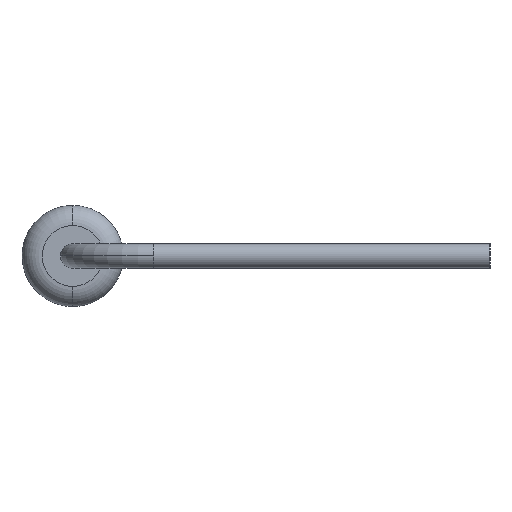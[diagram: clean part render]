
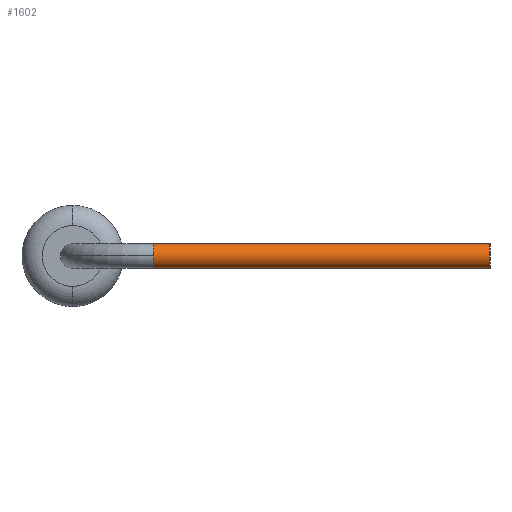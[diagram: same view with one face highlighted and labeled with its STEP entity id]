
A CAD part, left-side view. The second image highlights one B-rep face of the part: STEP entity #1602.
In plain terms, the highlighted cylindrical face has radius 0.3 mm (diameter 0.6 mm), a partial arc.
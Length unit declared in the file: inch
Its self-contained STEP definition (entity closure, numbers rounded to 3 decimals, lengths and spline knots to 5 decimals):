
#29 = DIRECTION ( 'NONE',  ( 0., 1., 0. ) ) ;
#78 = DIRECTION ( 'NONE',  ( 0., 1., 0. ) ) ;
#93 = CARTESIAN_POINT ( 'NONE',  ( -1.77159, -1.44515, -0.01181 ) ) ;
#105 = AXIS2_PLACEMENT_3D ( 'NONE', #972, #1538, #830 ) ;
#133 = ORIENTED_EDGE ( 'NONE', *, *, #1079, .F. ) ;
#176 = EDGE_CURVE ( 'NONE', #937, #904, #924, .T. ) ;
#295 = DIRECTION ( 'NONE',  ( 0., 1., 0. ) ) ;
#334 = CIRCLE ( 'NONE', #1397, 0.01181 ) ;
#420 = CARTESIAN_POINT ( 'NONE',  ( -1.77159, -1.44515, 0. ) ) ;
#469 = VERTEX_POINT ( 'NONE', #93 ) ;
#582 = CARTESIAN_POINT ( 'NONE',  ( -1.77159, -1.44515, 0.01181 ) ) ;
#595 = CIRCLE ( 'NONE', #1033, 0.01181 ) ;
#614 = VERTEX_POINT ( 'NONE', #1632 ) ;
#682 = CARTESIAN_POINT ( 'NONE',  ( -1.77159, -1.11838, -0.01181 ) ) ;
#726 = AXIS2_PLACEMENT_3D ( 'NONE', #1263, #78, #1327 ) ;
#803 = ORIENTED_EDGE ( 'NONE', *, *, #176, .T. ) ;
#829 = CIRCLE ( 'NONE', #726, 0.01181 ) ;
#830 = DIRECTION ( 'NONE',  ( 0., 0., 1. ) ) ;
#886 = LINE ( 'NONE', #1429, #1160 ) ;
#904 = VERTEX_POINT ( 'NONE', #1661 ) ;
#924 = LINE ( 'NONE', #1403, #1165 ) ;
#937 = VERTEX_POINT ( 'NONE', #582 ) ;
#972 = CARTESIAN_POINT ( 'NONE',  ( -1.77159, -1.44515, 0. ) ) ;
#1033 = AXIS2_PLACEMENT_3D ( 'NONE', #420, #29, #1622 ) ;
#1067 = ORIENTED_EDGE ( 'NONE', *, *, #1091, .F. ) ;
#1079 = EDGE_CURVE ( 'NONE', #1228, #614, #829, .T. ) ;
#1086 = ORIENTED_EDGE ( 'NONE', *, *, #1475, .T. ) ;
#1091 = EDGE_CURVE ( 'NONE', #469, #1228, #886, .T. ) ;
#1160 = VECTOR ( 'NONE', #1188, 39.37008 ) ;
#1165 = VECTOR ( 'NONE', #1264, 39.37008 ) ;
#1188 = DIRECTION ( 'NONE',  ( 0., 1., 0. ) ) ;
#1227 = CYLINDRICAL_SURFACE ( 'NONE', #105, 0.01181 ) ;
#1228 = VERTEX_POINT ( 'NONE', #682 ) ;
#1243 = EDGE_CURVE ( 'NONE', #614, #904, #334, .T. ) ;
#1263 = CARTESIAN_POINT ( 'NONE',  ( -1.77159, -1.11838, 0. ) ) ;
#1264 = DIRECTION ( 'NONE',  ( 0., 1., 0. ) ) ;
#1327 = DIRECTION ( 'NONE',  ( 0., 0., 1. ) ) ;
#1336 = DIRECTION ( 'NONE',  ( 0., 0., 1. ) ) ;
#1360 = CARTESIAN_POINT ( 'NONE',  ( -1.77159, -1.11838, 0. ) ) ;
#1374 = FACE_OUTER_BOUND ( 'NONE', #1669, .T. ) ;
#1397 = AXIS2_PLACEMENT_3D ( 'NONE', #1360, #295, #1336 ) ;
#1403 = CARTESIAN_POINT ( 'NONE',  ( -1.77159, -1.44515, 0.01181 ) ) ;
#1429 = CARTESIAN_POINT ( 'NONE',  ( -1.77159, -1.44515, -0.01181 ) ) ;
#1475 = EDGE_CURVE ( 'NONE', #469, #937, #595, .T. ) ;
#1538 = DIRECTION ( 'NONE',  ( 0., 1., 0. ) ) ;
#1599 = ORIENTED_EDGE ( 'NONE', *, *, #1243, .F. ) ;
#1602 = ADVANCED_FACE ( 'NONE', ( #1374 ), #1227, .T. ) ;
#1622 = DIRECTION ( 'NONE',  ( 0., 0., 1. ) ) ;
#1632 = CARTESIAN_POINT ( 'NONE',  ( -1.7834, -1.11838, 0. ) ) ;
#1661 = CARTESIAN_POINT ( 'NONE',  ( -1.77159, -1.11838, 0.01181 ) ) ;
#1669 = EDGE_LOOP ( 'NONE', ( #1067, #1086, #803, #1599, #133 ) ) ;
